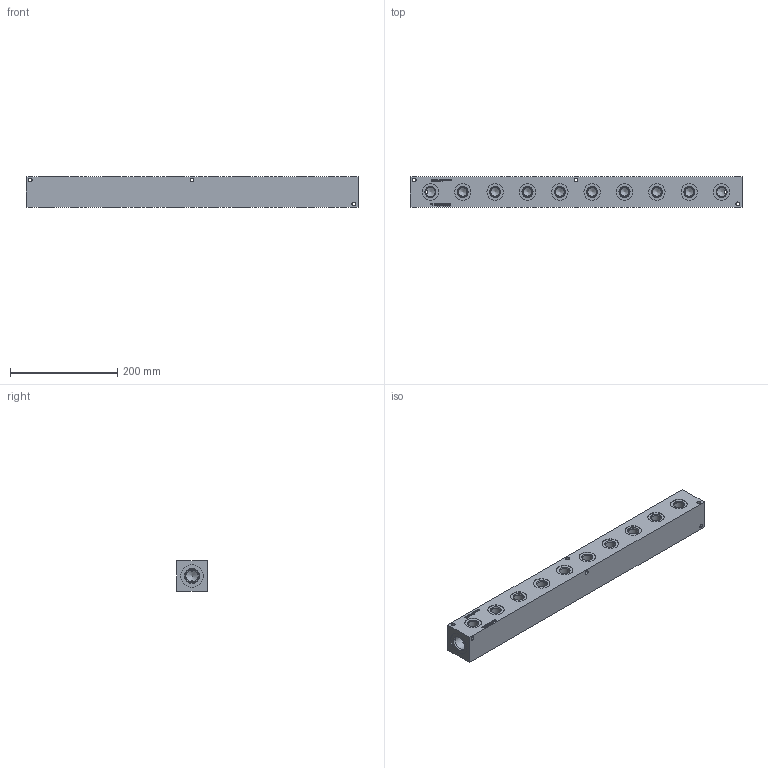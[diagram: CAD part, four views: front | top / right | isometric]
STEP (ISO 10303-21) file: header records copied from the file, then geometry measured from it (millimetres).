
FILE_DESCRIPTION(/* description */ (''),/* implementation_level */ '2;1');
FILE_NAME(/* name */ '_H1801008S.stp',/* time_stamp */ '2020-08-19T14:15:40-04:00',/* author */ ('alexanderw'),/* organization */ (''),/* preprocessor_version */ 'ST-DEVELOPER v17',/* originating_system */ 'Autodesk Inventor 2019',/* authorisation */ '');
FILE_SCHEMA (('AUTOMOTIVE_DESIGN { 1 0 10303 214 3 1 1 }'));
Length unit declared in the file: millimetre
Products named in the file (1): Part_+H1801008S_3D
Bounding box: 619.12 x 57.15 x 57.15 mm (x, y, z)
Volume: 1841447.7 mm3; surface area: 185656.8 mm2
Topology: 1 solids, 1 shells, 562 faces, 1537 edges, 1036 vertices
Faces by surface type: plane 260, cylinder 118, bspline 100, cone 84
Full cylindrical faces by diameter (mm): 7.137 x12, 15.875 x16, 17.501 x20, 19.05 x20, 19.253 x20, 23.012 x2, 24.917 x2, 26.99 x1, 27 x1, 27.432 x2, 30.632 x20, 42.037 x2
Entity records: 18849 total; most frequent: CARTESIAN_POINT 4530, ORIENTED_EDGE 3030, DIRECTION 2659, EDGE_CURVE 1515, VERTEX_POINT 1036, AXIS2_PLACEMENT_3D 901, LINE 857, VECTOR 857
